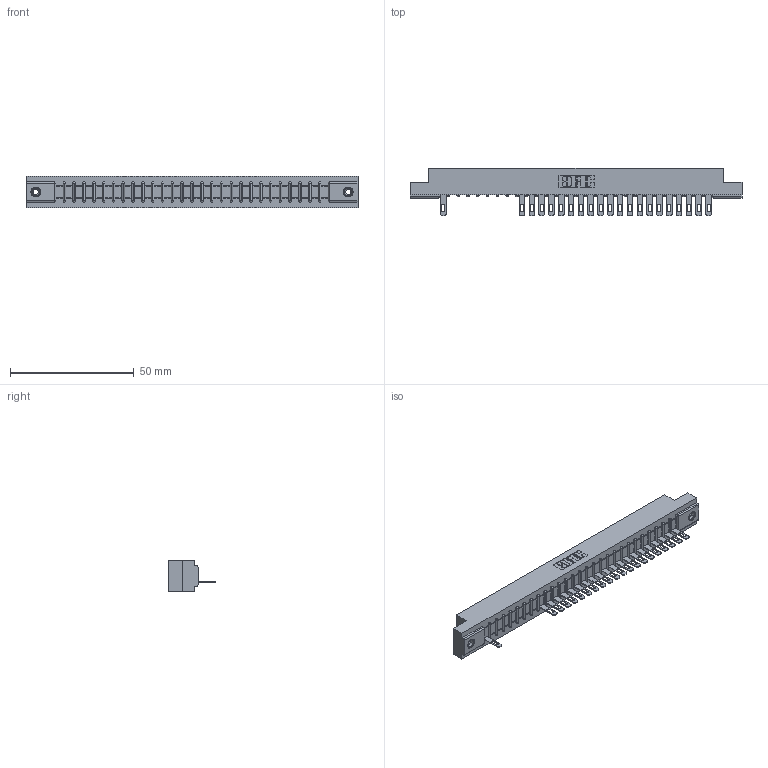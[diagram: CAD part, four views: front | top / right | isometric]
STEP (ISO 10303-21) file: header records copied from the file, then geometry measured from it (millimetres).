
FILE_DESCRIPTION (( 'STEP AP203' ), '1' );
FILE_NAME ('307-028-505-108.STEP', '2018-08-04T15:44:18', ( '' ), ( '' ), 'SwSTEP 2.0', 'SolidWorks 2016', '' );
FILE_SCHEMA (( 'CONFIG_CONTROL_DESIGN' ));
Length unit declared in the file: inch
Products named in the file (4): 345-250-001_345-250-003-102; 307-028-505-108; 307 Part_.156 Dia Mounting Holes; 307-290-001_505
Assembly tree (24 placements, depth 2):
  307-028-505-108
    307 Part_.156 Dia Mounting Holes
    307-290-001_505  x21
    345-250-001_345-250-003-102  x2
Bounding box: 133.96 x 19.18 x 12.7 mm (x, y, z)
Volume: 13747.3 mm3; surface area: 13923.8 mm2
Topology: 24 solids, 24 shells, 1523 faces, 4309 edges, 2758 vertices
Faces by surface type: plane 942, cylinder 507, sphere 58, cone 12, torus 4
Entity records: 26665 total; most frequent: CARTESIAN_POINT 4496, ORIENTED_EDGE 4482, DIRECTION 4385, EDGE_CURVE 2241, LINE 1711, VECTOR 1711, VERTEX_POINT 1448, AXIS2_PLACEMENT_3D 1337
